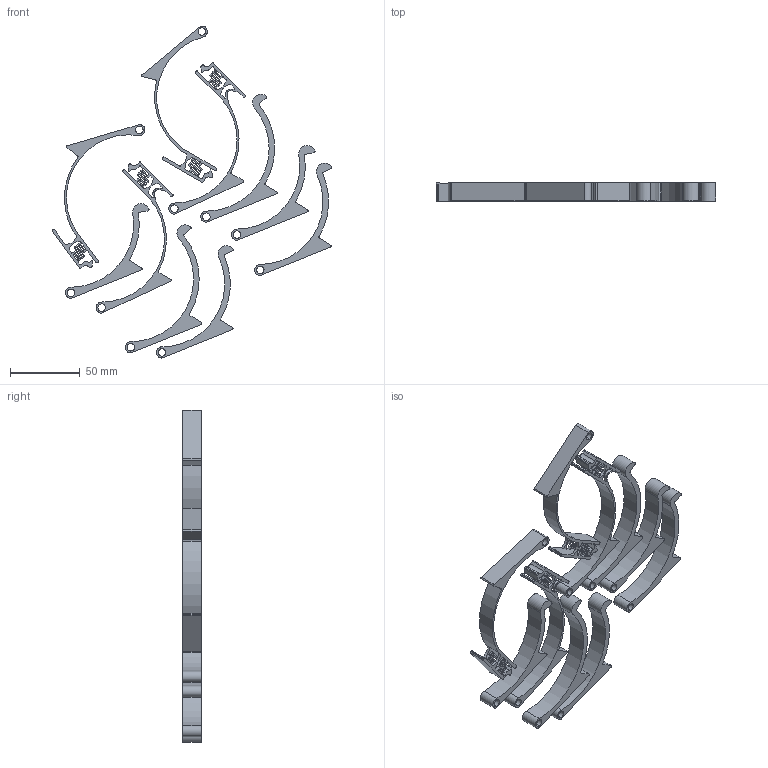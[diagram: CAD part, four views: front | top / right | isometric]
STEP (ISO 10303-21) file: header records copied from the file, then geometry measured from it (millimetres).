
FILE_DESCRIPTION (( 'STEP AP214' ), '1' );
FILE_NAME ('ArmBandforPrinting v5.STEP', '2024-01-21T16:35:17', ( '' ), ( '' ), 'SwSTEP 2.0', 'SolidWorks 2023', '' );
FILE_SCHEMA (( 'AUTOMOTIVE_DESIGN' ));
Length unit declared in the file: millimetre
Products named in the file (6): Arm Clamp v3.2; Arm Clamp - medium v6; ArmBandforPrinting v5; Arm Clamp - short v6; Arm Clamp v3.3; Arm Clamp - long v6
Assembly tree (10 placements, depth 2):
  ArmBandforPrinting v5
    Arm Clamp v3.2  x2
    Arm Clamp - long v6  x2
    Arm Clamp - short v6  x2
    Arm Clamp - medium v6  x2
    Arm Clamp v3.3  x2
Bounding box: 200.55 x 13 x 237.96 mm (x, y, z)
Volume: 74578.8 mm3; surface area: 55707.6 mm2
Topology: 10 solids, 10 shells, 838 faces, 2514 edges, 1676 vertices
Faces by surface type: cylinder 488, plane 344, bspline 6
Entity records: 14618 total; most frequent: DIRECTION 2597, CARTESIAN_POINT 2570, ORIENTED_EDGE 2514, EDGE_CURVE 1257, AXIS2_PLACEMENT_3D 919, VERTEX_POINT 838, LINE 759, VECTOR 759
